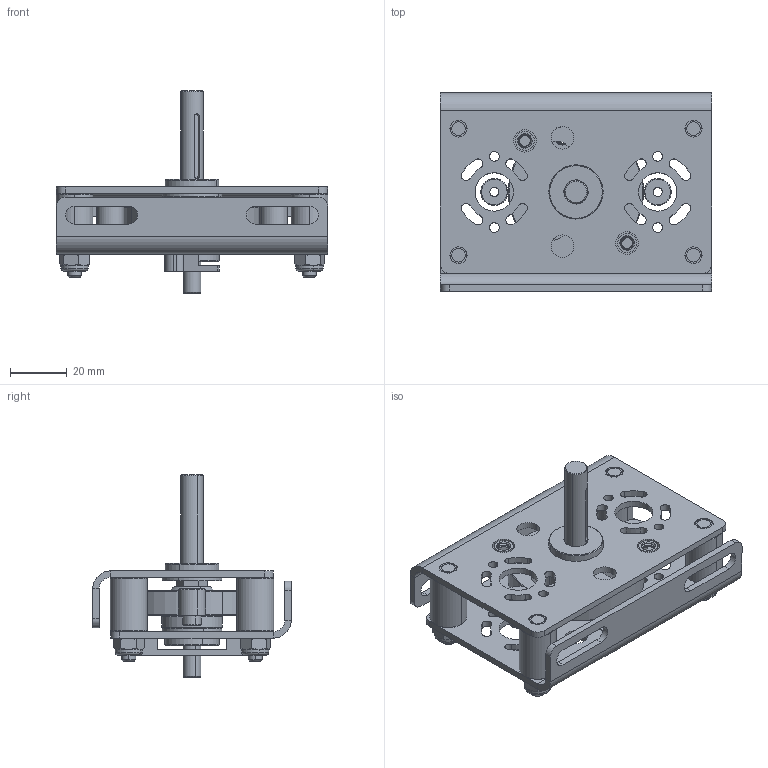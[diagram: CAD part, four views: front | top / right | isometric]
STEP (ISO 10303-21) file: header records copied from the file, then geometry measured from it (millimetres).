
FILE_DESCRIPTION (( 'STEP AP214' ), '1' );
FILE_NAME ('am-0932 CIM-sim.STEP', '2016-02-17T18:04:22', ( '' ), ( '' ), 'SwSTEP 2.0', 'SolidWorks 2014', '' );
FILE_SCHEMA (( 'AUTOMOTIVE_DESIGN' ));
Length unit declared in the file: inch
Products named in the file (12): am-0932 CIM-sim; Toughbox d29a; Plate Spacer; 10-32 Nylock Nut; PEM-Stud 10-32; 177x500 spacer_smart; 94674A525_94674A525; Output Shaft; 12T 32dp Motor Gear; 60T 32dp; F698ZZ; MotorPlate_Plate Tab
Assembly tree (26 placements, depth 2):
  am-0932 CIM-sim
    MotorPlate_Plate Tab  x2
    F698ZZ  x2
    60T 32dp
    12T 32dp Motor Gear  x2
    Output Shaft
    94674A525_94674A525  x4
    177x500 spacer_smart
    PEM-Stud 10-32  x4
    10-32 Nylock Nut  x4
    Plate Spacer  x4
    Toughbox d29a
Bounding box: 95.5 x 69.72 x 70.99 mm (x, y, z)
Volume: 62200.9 mm3; surface area: 52431.5 mm2
Topology: 26 solids, 26 shells, 747 faces, 1796 edges, 1122 vertices
Faces by surface type: cylinder 348, plane 175, cone 136, bspline 80, torus 8
Entity records: 11587 total; most frequent: CARTESIAN_POINT 2855, DIRECTION 1817, ORIENTED_EDGE 1616, EDGE_CURVE 808, AXIS2_PLACEMENT_3D 741, VERTEX_POINT 514, EDGE_LOOP 426, CIRCLE 404
